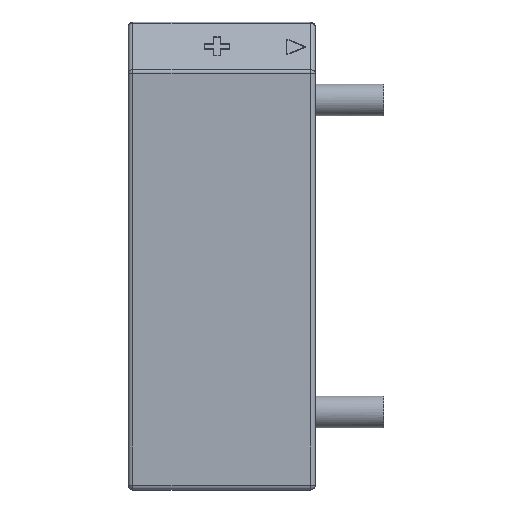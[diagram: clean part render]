
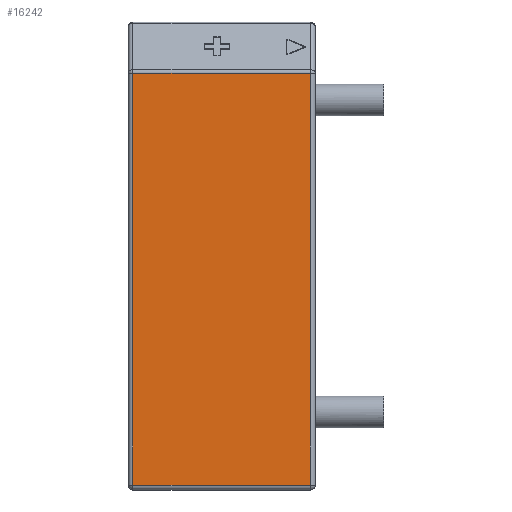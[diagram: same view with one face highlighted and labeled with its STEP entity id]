
A CAD part, left-side view. The second image highlights one B-rep face of the part: STEP entity #16242.
In plain terms, the highlighted planar face has unit normal (-1, 0, 0).
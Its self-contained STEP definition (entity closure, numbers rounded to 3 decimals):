
#336 = VERTEX_POINT ( 'NONE', #15565 ) ;
#640 = ORIENTED_EDGE ( 'NONE', *, *, #16130, .T. ) ;
#825 = AXIS2_PLACEMENT_3D ( 'NONE', #11382, #16532, #12739 ) ;
#1032 = DIRECTION ( 'NONE',  ( 0., 1., 0. ) ) ;
#1242 = VERTEX_POINT ( 'NONE', #12609 ) ;
#1459 = ORIENTED_EDGE ( 'NONE', *, *, #2633, .T. ) ;
#1994 = DIRECTION ( 'NONE',  ( 0., 0., 1. ) ) ;
#2259 = CARTESIAN_POINT ( 'NONE',  ( -3.175, 0.3, -15.675 ) ) ;
#2503 = VERTEX_POINT ( 'NONE', #5943 ) ;
#2545 = FACE_OUTER_BOUND ( 'NONE', #14953, .T. ) ;
#2633 = EDGE_CURVE ( 'NONE', #1242, #2503, #7360, .T. ) ;
#3750 = CARTESIAN_POINT ( 'NONE',  ( -3.175, 7.72, -15.675 ) ) ;
#4318 = EDGE_CURVE ( 'NONE', #2503, #336, #12863, .T. ) ;
#4486 = LINE ( 'NONE', #12409, #7705 ) ;
#4686 = ORIENTED_EDGE ( 'NONE', *, *, #15855, .T. ) ;
#4977 = DIRECTION ( 'NONE',  ( 0., -1., 0. ) ) ;
#5943 = CARTESIAN_POINT ( 'NONE',  ( -3.175, 7.52, 1.092 ) ) ;
#7360 = LINE ( 'NONE', #12478, #16038 ) ;
#7700 = VERTEX_POINT ( 'NONE', #2259 ) ;
#7705 = VECTOR ( 'NONE', #1994, 1000. ) ;
#7814 = VECTOR ( 'NONE', #13196, 1000. ) ;
#11382 = CARTESIAN_POINT ( 'NONE',  ( -3.175, 7.72, -15.875 ) ) ;
#12409 = CARTESIAN_POINT ( 'NONE',  ( -3.175, 0.3, -15.875 ) ) ;
#12478 = CARTESIAN_POINT ( 'NONE',  ( -3.175, 7.72, 1.092 ) ) ;
#12609 = CARTESIAN_POINT ( 'NONE',  ( -3.175, 0.3, 1.092 ) ) ;
#12681 = LINE ( 'NONE', #3750, #14461 ) ;
#12739 = DIRECTION ( 'NONE',  ( 0., 0., -1. ) ) ;
#12863 = LINE ( 'NONE', #15824, #7814 ) ;
#13196 = DIRECTION ( 'NONE',  ( 0., 0., -1. ) ) ;
#13879 = PLANE ( 'NONE',  #825 ) ;
#14461 = VECTOR ( 'NONE', #4977, 1000. ) ;
#14953 = EDGE_LOOP ( 'NONE', ( #640, #1459, #16080, #4686 ) ) ;
#15565 = CARTESIAN_POINT ( 'NONE',  ( -3.175, 7.52, -15.675 ) ) ;
#15824 = CARTESIAN_POINT ( 'NONE',  ( -3.175, 7.52, -15.875 ) ) ;
#15855 = EDGE_CURVE ( 'NONE', #336, #7700, #12681, .T. ) ;
#16038 = VECTOR ( 'NONE', #1032, 1000. ) ;
#16080 = ORIENTED_EDGE ( 'NONE', *, *, #4318, .T. ) ;
#16130 = EDGE_CURVE ( 'NONE', #7700, #1242, #4486, .T. ) ;
#16242 = ADVANCED_FACE ( 'NONE', ( #2545 ), #13879, .F. ) ;
#16532 = DIRECTION ( 'NONE',  ( 1., 0., 0. ) ) ;
